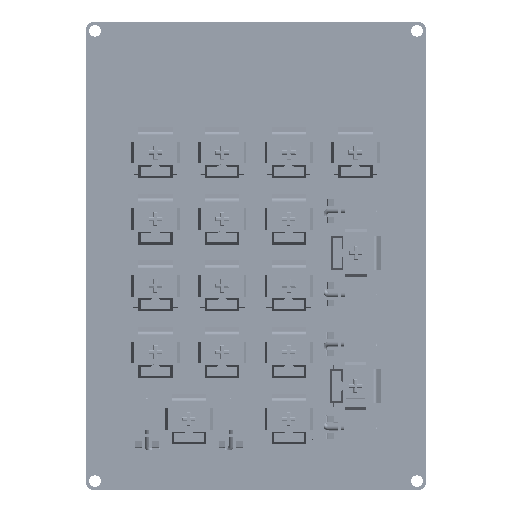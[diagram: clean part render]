
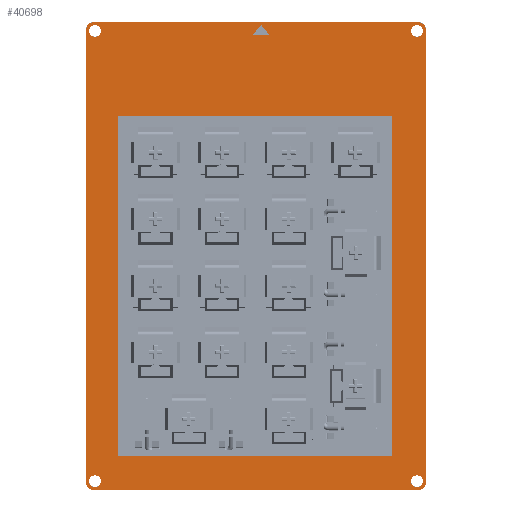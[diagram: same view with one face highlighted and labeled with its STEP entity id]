
A CAD part, top view. The second image highlights one B-rep face of the part: STEP entity #40698.
In plain terms, the highlighted planar face has unit normal (0, 0, 1).
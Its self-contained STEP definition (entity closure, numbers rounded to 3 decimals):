
#2744=FACE_BOUND('',#8518,.T.);
#2745=FACE_BOUND('',#8519,.T.);
#2746=FACE_BOUND('',#8520,.T.);
#2747=FACE_BOUND('',#8521,.T.);
#2748=FACE_BOUND('',#8522,.T.);
#2749=FACE_BOUND('',#8523,.T.);
#3858=CIRCLE('',#44184,2.);
#3867=CIRCLE('',#44196,2.);
#3868=CIRCLE('',#44198,2.);
#3869=CIRCLE('',#44201,2.);
#3870=CIRCLE('',#44203,1.7);
#3871=CIRCLE('',#44205,1.7);
#3872=CIRCLE('',#44207,1.7);
#3873=CIRCLE('',#44209,1.7);
#5999=FACE_OUTER_BOUND('',#8517,.T.);
#8517=EDGE_LOOP('',(#36229,#36230,#36231,#36232,#36233,#36234,#36235,#36236));
#8518=EDGE_LOOP('',(#36237));
#8519=EDGE_LOOP('',(#36238));
#8520=EDGE_LOOP('',(#36239));
#8521=EDGE_LOOP('',(#36240));
#8522=EDGE_LOOP('',(#36241,#36242,#36243));
#8523=EDGE_LOOP('',(#36244,#36245,#36246,#36247));
#12322=LINE('',#70307,#16305);
#12328=LINE('',#70322,#16311);
#12334=LINE('',#70346,#16317);
#12338=LINE('',#70354,#16321);
#12341=LINE('',#70359,#16324);
#12343=LINE('',#70365,#16326);
#12346=LINE('',#70370,#16329);
#12348=LINE('',#70374,#16331);
#12350=LINE('',#70377,#16333);
#12351=LINE('',#70379,#16334);
#12352=LINE('',#70381,#16335);
#16305=VECTOR('',#54107,10.);
#16311=VECTOR('',#54123,10.);
#16317=VECTOR('',#54151,10.);
#16321=VECTOR('',#54157,10.);
#16324=VECTOR('',#54162,10.);
#16326=VECTOR('',#54168,10.);
#16329=VECTOR('',#54173,10.);
#16331=VECTOR('',#54177,10.);
#16333=VECTOR('',#54181,10.);
#16334=VECTOR('',#54184,10.);
#16335=VECTOR('',#54187,10.);
#20038=VERTEX_POINT('',#70267);
#20039=VERTEX_POINT('',#70268);
#20056=VERTEX_POINT('',#70306);
#20057=VERTEX_POINT('',#70310);
#20058=VERTEX_POINT('',#70314);
#20059=VERTEX_POINT('',#70315);
#20060=VERTEX_POINT('',#70320);
#20061=VERTEX_POINT('',#70324);
#20062=VERTEX_POINT('',#70328);
#20063=VERTEX_POINT('',#70332);
#20064=VERTEX_POINT('',#70336);
#20065=VERTEX_POINT('',#70340);
#20066=VERTEX_POINT('',#70344);
#20067=VERTEX_POINT('',#70345);
#20070=VERTEX_POINT('',#70353);
#20072=VERTEX_POINT('',#70363);
#20073=VERTEX_POINT('',#70364);
#20074=VERTEX_POINT('',#70369);
#20075=VERTEX_POINT('',#70373);
#25479=EDGE_CURVE('',#20038,#20039,#3858,.T.);
#25498=EDGE_CURVE('',#20056,#20039,#12322,.T.);
#25500=EDGE_CURVE('',#20056,#20057,#3867,.T.);
#25502=EDGE_CURVE('',#20058,#20059,#3868,.T.);
#25506=EDGE_CURVE('',#20058,#20060,#12328,.T.);
#25507=EDGE_CURVE('',#20061,#20060,#3869,.T.);
#25509=EDGE_CURVE('',#20062,#20062,#3870,.T.);
#25511=EDGE_CURVE('',#20063,#20063,#3871,.T.);
#25513=EDGE_CURVE('',#20064,#20064,#3872,.T.);
#25515=EDGE_CURVE('',#20065,#20065,#3873,.T.);
#25517=EDGE_CURVE('',#20066,#20067,#12334,.T.);
#25521=EDGE_CURVE('',#20070,#20066,#12338,.T.);
#25524=EDGE_CURVE('',#20067,#20070,#12341,.T.);
#25526=EDGE_CURVE('',#20072,#20073,#12343,.T.);
#25529=EDGE_CURVE('',#20073,#20074,#12346,.T.);
#25531=EDGE_CURVE('',#20074,#20075,#12348,.T.);
#25533=EDGE_CURVE('',#20075,#20072,#12350,.T.);
#25534=EDGE_CURVE('',#20038,#20059,#12351,.T.);
#25535=EDGE_CURVE('',#20061,#20057,#12352,.T.);
#36229=ORIENTED_EDGE('',*,*,#25479,.F.);
#36230=ORIENTED_EDGE('',*,*,#25534,.T.);
#36231=ORIENTED_EDGE('',*,*,#25502,.F.);
#36232=ORIENTED_EDGE('',*,*,#25506,.T.);
#36233=ORIENTED_EDGE('',*,*,#25507,.F.);
#36234=ORIENTED_EDGE('',*,*,#25535,.T.);
#36235=ORIENTED_EDGE('',*,*,#25500,.F.);
#36236=ORIENTED_EDGE('',*,*,#25498,.T.);
#36237=ORIENTED_EDGE('',*,*,#25509,.T.);
#36238=ORIENTED_EDGE('',*,*,#25511,.T.);
#36239=ORIENTED_EDGE('',*,*,#25513,.T.);
#36240=ORIENTED_EDGE('',*,*,#25515,.T.);
#36241=ORIENTED_EDGE('',*,*,#25517,.T.);
#36242=ORIENTED_EDGE('',*,*,#25524,.T.);
#36243=ORIENTED_EDGE('',*,*,#25521,.T.);
#36244=ORIENTED_EDGE('',*,*,#25531,.T.);
#36245=ORIENTED_EDGE('',*,*,#25533,.T.);
#36246=ORIENTED_EDGE('',*,*,#25526,.T.);
#36247=ORIENTED_EDGE('',*,*,#25529,.T.);
#38666=PLANE('',#44220);
#40698=ADVANCED_FACE('',(#5999,#2744,#2745,#2746,#2747,#2748,#2749),#38666,
 .T.);
#44184=AXIS2_PLACEMENT_3D('',#70269,#54075,#54076);
#44196=AXIS2_PLACEMENT_3D('',#70311,#54111,#54112);
#44198=AXIS2_PLACEMENT_3D('',#70316,#54116,#54117);
#44201=AXIS2_PLACEMENT_3D('',#70325,#54126,#54127);
#44203=AXIS2_PLACEMENT_3D('',#70329,#54131,#54132);
#44205=AXIS2_PLACEMENT_3D('',#70333,#54136,#54137);
#44207=AXIS2_PLACEMENT_3D('',#70337,#54141,#54142);
#44209=AXIS2_PLACEMENT_3D('',#70341,#54146,#54147);
#44220=AXIS2_PLACEMENT_3D('',#70382,#54188,#54189);
#54075=DIRECTION('center_axis',(0.,0.,-1.));
#54076=DIRECTION('ref_axis',(0.707,0.707,0.));
#54107=DIRECTION('',(0.,1.,0.));
#54111=DIRECTION('center_axis',(0.,0.,-1.));
#54112=DIRECTION('ref_axis',(0.707,-0.707,0.));
#54116=DIRECTION('center_axis',(0.,0.,-1.));
#54117=DIRECTION('ref_axis',(-0.707,0.707,0.));
#54123=DIRECTION('',(0.,-1.,0.));
#54126=DIRECTION('center_axis',(0.,0.,-1.));
#54127=DIRECTION('ref_axis',(-0.707,-0.707,0.));
#54131=DIRECTION('center_axis',(0.,0.,-1.));
#54132=DIRECTION('ref_axis',(-1.,0.,0.));
#54136=DIRECTION('center_axis',(0.,0.,-1.));
#54137=DIRECTION('ref_axis',(-1.,0.,0.));
#54141=DIRECTION('center_axis',(0.,0.,-1.));
#54142=DIRECTION('ref_axis',(-1.,0.,0.));
#54146=DIRECTION('center_axis',(0.,0.,-1.));
#54147=DIRECTION('ref_axis',(-1.,0.,0.));
#54151=DIRECTION('',(0.64,0.768,0.));
#54157=DIRECTION('',(-1.,0.,0.));
#54162=DIRECTION('',(0.64,-0.768,0.));
#54168=DIRECTION('',(-1.,0.,0.));
#54173=DIRECTION('',(0.,1.,0.));
#54177=DIRECTION('',(1.,0.,0.));
#54181=DIRECTION('',(0.,-1.,0.));
#54184=DIRECTION('',(-1.,0.,0.));
#54187=DIRECTION('',(1.,0.,0.));
#54188=DIRECTION('center_axis',(0.,0.,1.));
#54189=DIRECTION('ref_axis',(1.,0.,0.));
#70267=CARTESIAN_POINT('',(145.074,183.711,3.));
#70268=CARTESIAN_POINT('',(147.074,181.711,3.));
#70269=CARTESIAN_POINT('Origin',(145.074,181.711,3.));
#70306=CARTESIAN_POINT('',(147.074,52.,3.));
#70307=CARTESIAN_POINT('',(147.074,50.,3.));
#70310=CARTESIAN_POINT('',(145.074,50.,3.));
#70311=CARTESIAN_POINT('Origin',(145.074,52.,3.));
#70314=CARTESIAN_POINT('',(50.,181.711,3.));
#70315=CARTESIAN_POINT('',(52.,183.711,3.));
#70316=CARTESIAN_POINT('Origin',(52.,181.711,3.));
#70320=CARTESIAN_POINT('',(50.,52.,3.));
#70322=CARTESIAN_POINT('',(50.,183.711,3.));
#70324=CARTESIAN_POINT('',(52.,50.,3.));
#70325=CARTESIAN_POINT('Origin',(52.,52.,3.));
#70328=CARTESIAN_POINT('',(146.274,181.211,3.));
#70329=CARTESIAN_POINT('Origin',(144.574,181.211,3.));
#70332=CARTESIAN_POINT('',(54.2,52.5,3.));
#70333=CARTESIAN_POINT('Origin',(52.5,52.5,3.));
#70336=CARTESIAN_POINT('',(54.2,181.211,3.));
#70337=CARTESIAN_POINT('Origin',(52.5,181.211,3.));
#70340=CARTESIAN_POINT('',(146.274,52.5,3.));
#70341=CARTESIAN_POINT('Origin',(144.574,52.5,3.));
#70344=CARTESIAN_POINT('',(97.5,180.,3.));
#70345=CARTESIAN_POINT('',(100.,183.,3.));
#70346=CARTESIAN_POINT('',(82.185,161.622,3.));
#70353=CARTESIAN_POINT('',(102.5,180.,3.));
#70354=CARTESIAN_POINT('',(100.519,180.,3.));
#70359=CARTESIAN_POINT('',(115.965,163.842,3.));
#70363=CARTESIAN_POINT('',(137.4,59.6,3.));
#70364=CARTESIAN_POINT('',(59.2,59.6,3.));
#70365=CARTESIAN_POINT('',(78.869,59.6,3.));
#70369=CARTESIAN_POINT('',(59.2,156.85,3.));
#70370=CARTESIAN_POINT('',(59.2,136.853,3.));
#70373=CARTESIAN_POINT('',(137.4,156.85,3.));
#70374=CARTESIAN_POINT('',(117.969,156.85,3.));
#70377=CARTESIAN_POINT('',(137.4,88.228,3.));
#70379=CARTESIAN_POINT('',(147.074,183.711,3.));
#70381=CARTESIAN_POINT('',(50.,50.,3.));
#70382=CARTESIAN_POINT('Origin',(98.537,116.856,3.));
